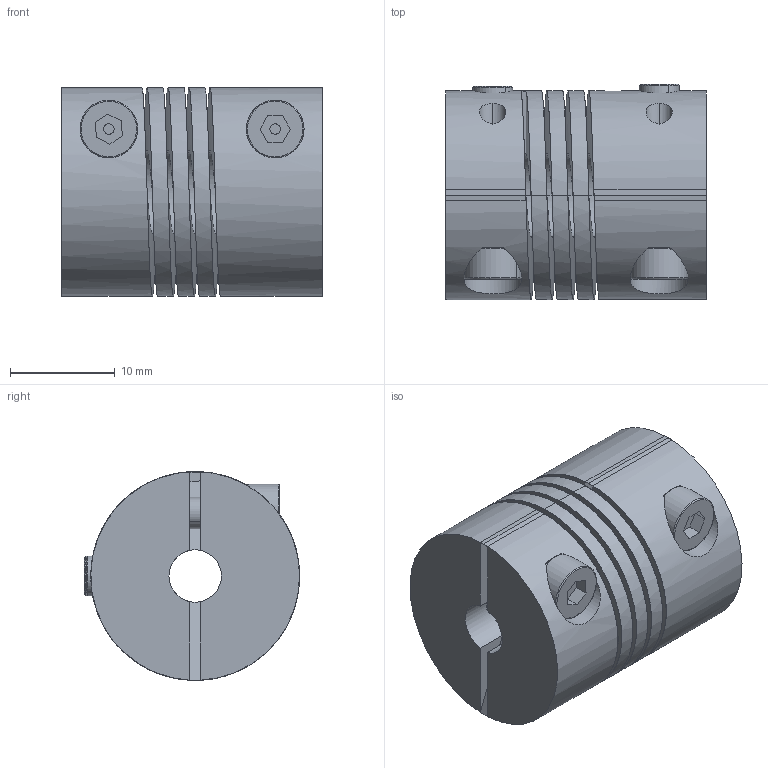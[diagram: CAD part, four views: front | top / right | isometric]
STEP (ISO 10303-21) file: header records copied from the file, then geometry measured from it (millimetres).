
FILE_DESCRIPTION (( 'STEP AP214' ), '1' );
FILE_NAME ('A224 Ãèáêàÿ ìóôòà O 5 O 8.STEP', '2019-10-23T14:07:32', ( 'Windows User' ), ( '' ), 'SwSTEP 2.0', 'SolidWorks 2019', '' );
FILE_SCHEMA (( 'AUTOMOTIVE_DESIGN' ));
Length unit declared in the file: millimetre
Products named in the file (4): Ì3õ10 DIN 912_M3(12); A224 Ãèáêàÿ ìóôòà O 5  O 8; A224 Ãèáêàÿ ìóôòà O 5  O 8(ïîäðîáíàÿ ìîäåëü); Äëÿ ìóôòû M4_M5(16)
Assembly tree (5 placements, depth 2):
  A224 Ãèáêàÿ ìóôòà O 5  O 8
    A224 Ãèáêàÿ ìóôòà O 5  O 8(ïîäðîáíàÿ ìîäåëü)
    Ì3õ10 DIN 912_M3(12)  x2
    Äëÿ ìóôòû M4_M5(16)  x2
Bounding box: 24.85 x 20.51 x 19.9 mm (x, y, z)
Volume: 6041.2 mm3; surface area: 5811.1 mm2
Topology: 5 solids, 5 shells, 153 faces, 382 edges, 240 vertices
Faces by surface type: cylinder 62, plane 59, cone 16, bspline 8, torus 8
Entity records: 7444 total; most frequent: CARTESIAN_POINT 4609, ORIENTED_EDGE 568, DIRECTION 468, EDGE_CURVE 284, VERTEX_POINT 183, AXIS2_PLACEMENT_3D 164, LINE 140, VECTOR 140
